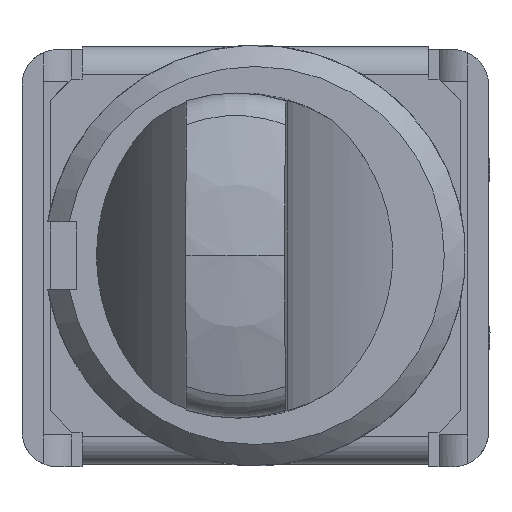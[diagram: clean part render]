
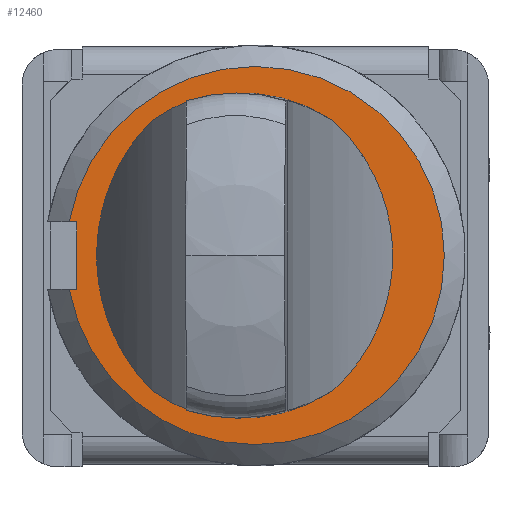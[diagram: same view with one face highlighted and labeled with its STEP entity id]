
A CAD part, front view. The second image highlights one B-rep face of the part: STEP entity #12460.
In plain terms, the highlighted planar face has unit normal (0, -1, 0).
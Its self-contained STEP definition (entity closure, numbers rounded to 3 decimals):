
#2139=CARTESIAN_POINT('',(0.,-11.9,-2.425));
#2140=DIRECTION('',(0.,-1.,0.));
#2141=DIRECTION('',(-0.984,0.,-0.178));
#2142=AXIS2_PLACEMENT_3D('',#2139,#2140,#2141);
#2151=DIRECTION('',(0.,0.,1.));
#2152=VECTOR('',#2151,1.9);
#2153=CARTESIAN_POINT('',(-5.05,-11.9,-3.375));
#2154=LINE('',#2153,#2152);
#2155=DIRECTION('',(-1.,0.,0.));
#2156=VECTOR('',#2155,0.215);
#2157=CARTESIAN_POINT('',(-5.05,-11.9,-1.475));
#2158=LINE('',#2157,#2156);
#2159=DIRECTION('',(-1.,0.,0.));
#2160=VECTOR('',#2159,0.215);
#2161=CARTESIAN_POINT('',(-5.05,-11.9,-3.375));
#2162=LINE('',#2161,#2160);
#2163=CARTESIAN_POINT('',(0.,-11.9,-2.425));
#2164=DIRECTION('',(0.,1.,0.));
#2165=DIRECTION('',(1.,0.,0.));
#2166=AXIS2_PLACEMENT_3D('',#2163,#2164,#2165);
#2168=CARTESIAN_POINT('',(0.,-11.9,-2.425));
#2169=DIRECTION('',(0.,-1.,0.));
#2170=DIRECTION('',(1.,0.,0.));
#2171=AXIS2_PLACEMENT_3D('',#2168,#2169,#2170);
#9753=CARTESIAN_POINT('',(3.675,-11.9,-2.425));
#9754=VERTEX_POINT('',#9753);
#9767=CARTESIAN_POINT('',(-3.675,-11.9,-2.425));
#9768=VERTEX_POINT('',#9767);
#9801=CARTESIAN_POINT('',(-5.05,-11.9,-3.375));
#9802=CARTESIAN_POINT('',(-5.05,-11.9,-1.475));
#9803=VERTEX_POINT('',#9801);
#9804=VERTEX_POINT('',#9802);
#9805=CARTESIAN_POINT('',(-5.265,-11.9,-3.375));
#9806=VERTEX_POINT('',#9805);
#9807=CARTESIAN_POINT('',(-5.265,-11.9,-1.475));
#9808=VERTEX_POINT('',#9807);
#12443=CARTESIAN_POINT('',(0.,-11.9,-2.425));
#12444=DIRECTION('',(0.,1.,0.));
#12445=DIRECTION('',(1.,0.,0.));
#12446=AXIS2_PLACEMENT_3D('',#12443,#12444,#12445);
#12447=PLANE('',#12446);
#12448=ORIENTED_EDGE('',*,*,#12396,.T.);
#12449=ORIENTED_EDGE('',*,*,#12413,.T.);
#12450=ORIENTED_EDGE('',*,*,#12437,.F.);
#12451=ORIENTED_EDGE('',*,*,#12365,.F.);
#12452=EDGE_LOOP('',(#12448,#12449,#12450,#12451));
#12453=FACE_OUTER_BOUND('',#12452,.F.);
#12455=ORIENTED_EDGE('',*,*,#12454,.F.);
#12457=ORIENTED_EDGE('',*,*,#12456,.T.);
#12458=EDGE_LOOP('',(#12455,#12457));
#12459=FACE_BOUND('',#12458,.F.);
#2143=CIRCLE('',#2142,5.35);
#2167=CIRCLE('',#2166,3.675);
#2172=CIRCLE('',#2171,3.675);
#12365=EDGE_CURVE('',#9803,#9806,#2162,.T.);
#12396=EDGE_CURVE('',#9803,#9804,#2154,.T.);
#12413=EDGE_CURVE('',#9804,#9808,#2158,.T.);
#12437=EDGE_CURVE('',#9806,#9808,#2143,.T.);
#12454=EDGE_CURVE('',#9754,#9768,#2167,.T.);
#12456=EDGE_CURVE('',#9754,#9768,#2172,.T.);
#12460=ADVANCED_FACE('',(#12453,#12459),#12447,.F.);
